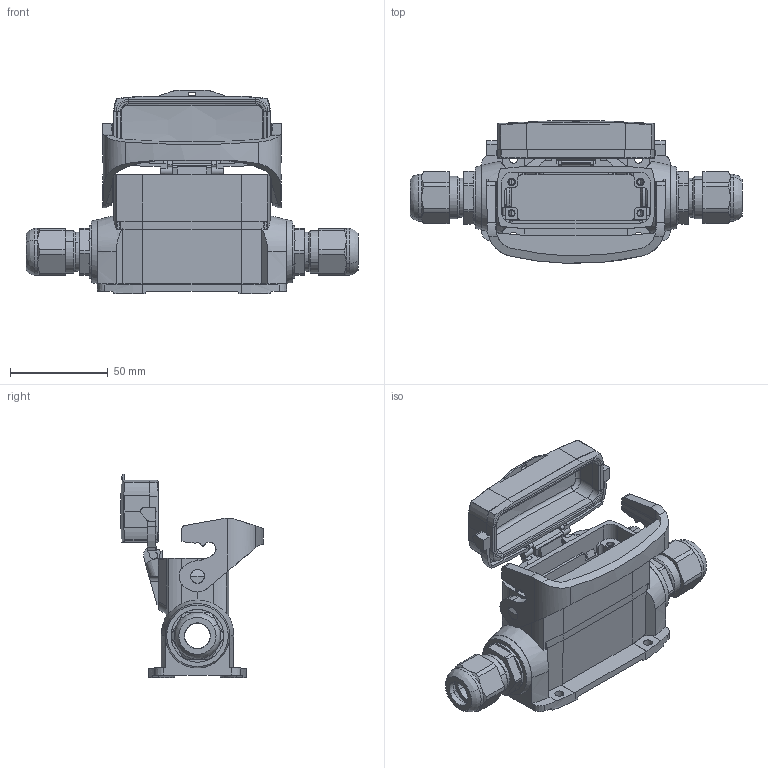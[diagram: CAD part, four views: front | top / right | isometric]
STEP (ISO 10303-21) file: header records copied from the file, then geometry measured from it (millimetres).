
FILE_DESCRIPTION(/* description */ (''),/* implementation_level */ '2;1');
FILE_NAME(/* name */ '100652359ugm000_d.stp',/* time_stamp */ '2022-03-11T23:31:01+01:00',/* author */ (''),/* organization */ (''),/* preprocessor_version */ 'ST-DEVELOPER v16.7',/* originating_system */ 'SIEMENS PLM Software NX 1911',/* authorisation */ '');
FILE_SCHEMA (('AUTOMOTIVE_DESIGN { 1 0 10303 214 3 1 1 1 }'));
Length unit declared in the file: millimetre
Products named in the file (1): 100652359ugm000_d
Bounding box: 170.1 x 73.13 x 104.3 mm (x, y, z)
Volume: 133595 mm3; surface area: 75191.8 mm2
Topology: 3 solids, 3 shells, 1215 faces, 3512 edges, 2326 vertices
Faces by surface type: plane 692, cylinder 319, cone 94, bspline 76, torus 19, extrusion 9, sphere 6
Full cylindrical faces by diameter (mm): 1.13 x1, 1.479 x1, 3 x4, 3.1 x4, 3.5 x2, 4 x2, 4.6 x4, 7 x2, 7.15 x2, 20 x2
Entity records: 44431 total; most frequent: CARTESIAN_POINT 11920, ORIENTED_EDGE 6912, DIRECTION 5944, EDGE_CURVE 3456, VERTEX_POINT 2303, VECTOR 1990, LINE 1981, AXIS2_PLACEMENT_3D 1977
